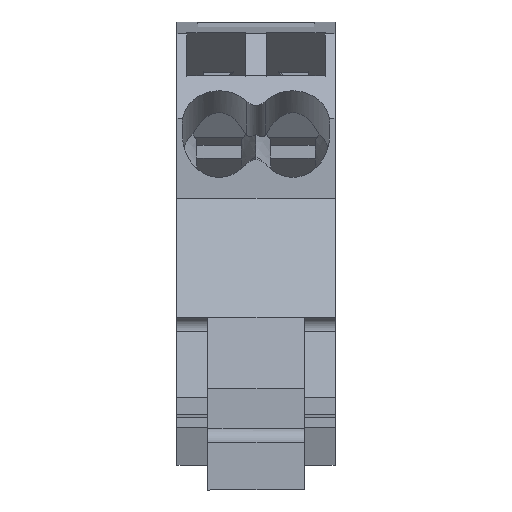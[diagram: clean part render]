
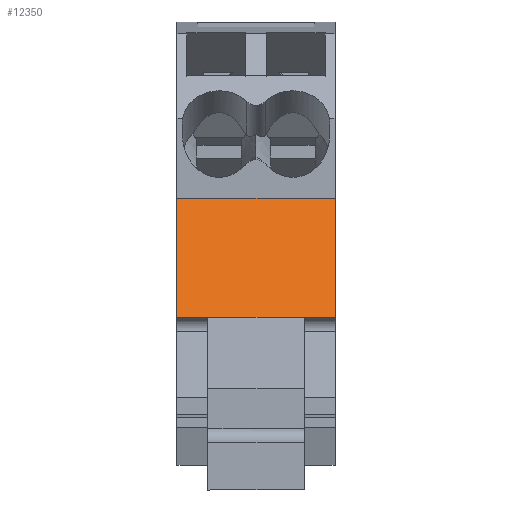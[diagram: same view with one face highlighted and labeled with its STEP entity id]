
A CAD part, front view. The second image highlights one B-rep face of the part: STEP entity #12350.
In plain terms, the highlighted face is planar.
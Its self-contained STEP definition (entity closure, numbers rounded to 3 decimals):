
#1010=CARTESIAN_POINT('',(91.125,132.828,
-0.4));
#1020=VERTEX_POINT('',#1010);
#1050=CARTESIAN_POINT('',(167.216,128.84,
-0.4));
#1060=DIRECTION('',(-0.999,0.052,
0.));
#1070=VECTOR('',#1060,1.);
#1080=LINE('',#1050,#1070);
#1090=CARTESIAN_POINT('',(82.436,133.283,
-0.4));
#1100=VERTEX_POINT('',#1090);
#1110=EDGE_CURVE('',#1020,#1100,#1080,.T.);
#3640=CARTESIAN_POINT('',(82.436,133.283,
9.9));
#3650=VERTEX_POINT('',#3640);
#3680=CARTESIAN_POINT('',(0.,137.604,
9.9));
#3690=DIRECTION('',(-0.999,0.052,
0.));
#3700=VECTOR('',#3690,1.);
#3710=LINE('',#3680,#3700);
#3720=CARTESIAN_POINT('',(91.125,132.828,
9.9));
#3730=VERTEX_POINT('',#3720);
#3740=EDGE_CURVE('',#3730,#3650,#3710,.T.);
#5840=CARTESIAN_POINT('',(91.125,132.828,
0.));
#5850=DIRECTION('',(0.,0.,1.));
#5860=VECTOR('',#5850,1.);
#5870=LINE('',#5840,#5860);
#5880=EDGE_CURVE('',#1020,#3730,#5870,.T.);
#12190=CARTESIAN_POINT('',(91.125,132.828,
-0.4));
#12200=DIRECTION('',(-0.052,-0.999,
0.));
#12210=DIRECTION('',(0.999,-0.052,
0.));
#12220=AXIS2_PLACEMENT_3D('',#12190,#12200,#12210);
#12230=PLANE('',#12220);
#12240=ORIENTED_EDGE('',*,*,#1110,.T.);
#12250=ORIENTED_EDGE('',*,*,#5880,.F.);
#12260=ORIENTED_EDGE('',*,*,#3740,.F.);
#12270=CARTESIAN_POINT('',(82.436,133.283,
-0.1));
#12280=DIRECTION('',(0.,0.,-1.));
#12290=VECTOR('',#12280,1.);
#12300=LINE('',#12270,#12290);
#12310=EDGE_CURVE('',#3650,#1100,#12300,.T.);
#12320=ORIENTED_EDGE('',*,*,#12310,.F.);
#12330=EDGE_LOOP('',(#12320,#12260,#12250,#12240));
#12340=FACE_OUTER_BOUND('',#12330,.T.);
#12350=ADVANCED_FACE('',(#12340),#12230,.F.);
